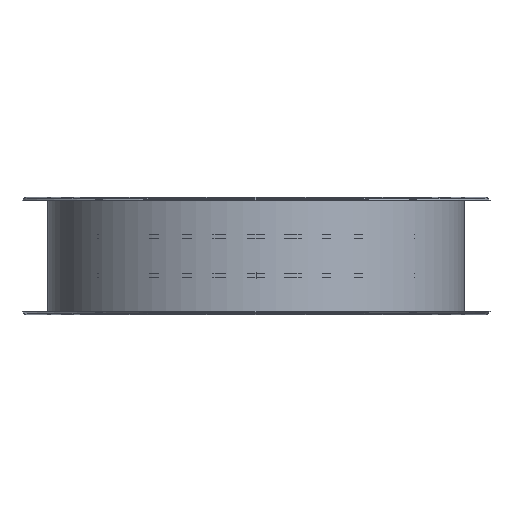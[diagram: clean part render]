
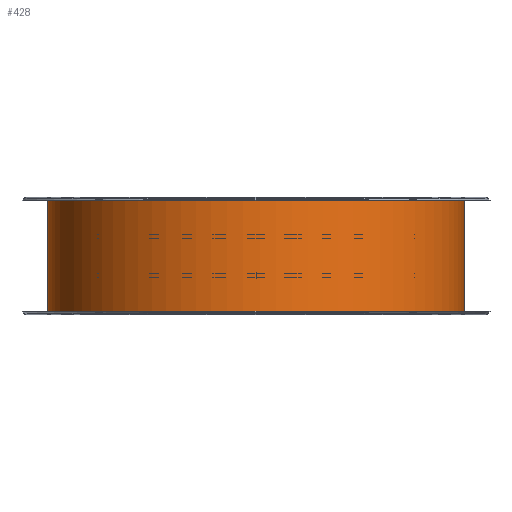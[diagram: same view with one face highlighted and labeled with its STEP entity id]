
A CAD part, front view. The second image highlights one B-rep face of the part: STEP entity #428.
In plain terms, the highlighted cylindrical face has radius 360 mm (diameter 720 mm), a partial arc.
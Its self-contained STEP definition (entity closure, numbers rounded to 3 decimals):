
#87 = VERTEX_POINT ( 'NONE', #1597 ) ;
#102 = CARTESIAN_POINT ( 'NONE',  ( -359.783, 12.5, 200. ) ) ;
#139 = CARTESIAN_POINT ( 'NONE',  ( 0., 0., 200. ) ) ;
#165 = CIRCLE ( 'NONE', #1064, 360. ) ;
#174 = CARTESIAN_POINT ( 'NONE',  ( 0., 0., 200. ) ) ;
#186 = EDGE_CURVE ( 'NONE', #2485, #1837, #2088, .T. ) ;
#212 = EDGE_LOOP ( 'NONE', ( #738, #2602, #682, #1782 ) ) ;
#274 = AXIS2_PLACEMENT_3D ( 'NONE', #139, #558, #2683 ) ;
#428 = ADVANCED_FACE ( 'NONE', ( #1646 ), #2322, .T. ) ;
#558 = DIRECTION ( 'NONE',  ( 0., 0., 1. ) ) ;
#569 = DIRECTION ( 'NONE',  ( 1., 0., 0. ) ) ;
#608 = EDGE_CURVE ( 'NONE', #1501, #87, #1481, .T. ) ;
#682 = ORIENTED_EDGE ( 'NONE', *, *, #186, .F. ) ;
#728 = DIRECTION ( 'NONE',  ( 0., 0., -1. ) ) ;
#738 = ORIENTED_EDGE ( 'NONE', *, *, #608, .F. ) ;
#1041 = DIRECTION ( 'NONE',  ( -1., 0., 0. ) ) ;
#1064 = AXIS2_PLACEMENT_3D ( 'NONE', #1391, #2061, #569 ) ;
#1125 = CARTESIAN_POINT ( 'NONE',  ( -359.783, 12.5, 0. ) ) ;
#1311 = CIRCLE ( 'NONE', #274, 360. ) ;
#1321 = CARTESIAN_POINT ( 'NONE',  ( -359.783, -12.5, 200. ) ) ;
#1391 = CARTESIAN_POINT ( 'NONE',  ( 0., 0., 0. ) ) ;
#1481 = LINE ( 'NONE', #1321, #2392 ) ;
#1494 = EDGE_CURVE ( 'NONE', #1501, #1837, #165, .T. ) ;
#1501 = VERTEX_POINT ( 'NONE', #2152 ) ;
#1517 = VECTOR ( 'NONE', #728, 1000. ) ;
#1597 = CARTESIAN_POINT ( 'NONE',  ( -359.783, -12.5, 200. ) ) ;
#1646 = FACE_OUTER_BOUND ( 'NONE', #212, .T. ) ;
#1782 = ORIENTED_EDGE ( 'NONE', *, *, #1986, .F. ) ;
#1837 = VERTEX_POINT ( 'NONE', #1125 ) ;
#1974 = DIRECTION ( 'NONE',  ( 0., 0., 1. ) ) ;
#1986 = EDGE_CURVE ( 'NONE', #87, #2485, #1311, .T. ) ;
#2061 = DIRECTION ( 'NONE',  ( 0., 0., 1. ) ) ;
#2088 = LINE ( 'NONE', #2449, #1517 ) ;
#2152 = CARTESIAN_POINT ( 'NONE',  ( -359.783, -12.5, 0. ) ) ;
#2322 = CYLINDRICAL_SURFACE ( 'NONE', #2439, 360. ) ;
#2392 = VECTOR ( 'NONE', #1974, 1000. ) ;
#2439 = AXIS2_PLACEMENT_3D ( 'NONE', #174, #2738, #1041 ) ;
#2449 = CARTESIAN_POINT ( 'NONE',  ( -359.783, 12.5, 200. ) ) ;
#2485 = VERTEX_POINT ( 'NONE', #102 ) ;
#2602 = ORIENTED_EDGE ( 'NONE', *, *, #1494, .T. ) ;
#2683 = DIRECTION ( 'NONE',  ( 1., 0., 0. ) ) ;
#2738 = DIRECTION ( 'NONE',  ( 0., 0., -1. ) ) ;
